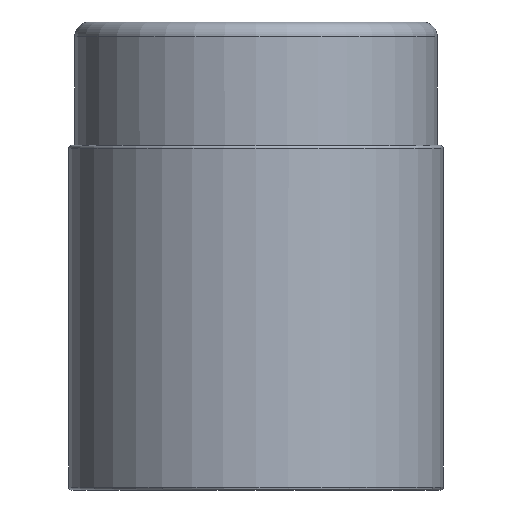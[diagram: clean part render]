
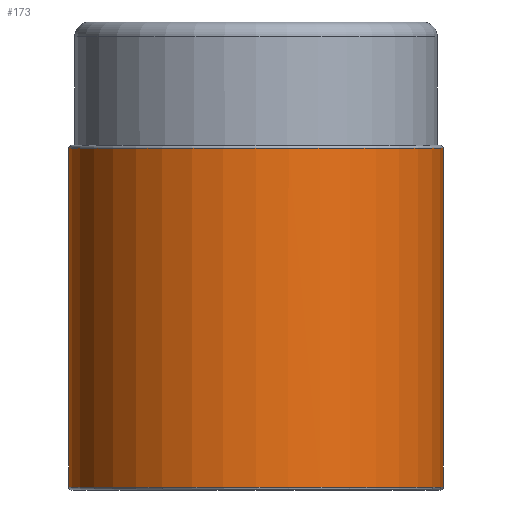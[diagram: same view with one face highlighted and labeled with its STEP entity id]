
A CAD part, front view. The second image highlights one B-rep face of the part: STEP entity #173.
In plain terms, the highlighted cylindrical face has radius 25.4 mm (diameter 50.8 mm), a partial arc.
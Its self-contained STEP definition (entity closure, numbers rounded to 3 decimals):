
#131=CYLINDRICAL_SURFACE('',#2701,25.4);
#173=ADVANCED_FACE('',(#378),#131,.T.);
#378=FACE_OUTER_BOUND('',#516,.T.);
#516=EDGE_LOOP('',(#727,#728,#729,#730,#731));
#727=ORIENTED_EDGE('',*,*,#1645,.F.);
#728=ORIENTED_EDGE('',*,*,#1644,.F.);
#729=ORIENTED_EDGE('',*,*,#1638,.F.);
#730=ORIENTED_EDGE('',*,*,#1637,.F.);
#731=ORIENTED_EDGE('',*,*,#1643,.T.);
#1398=VERTEX_POINT('',#4296);
#1399=VERTEX_POINT('',#4298);
#1400=VERTEX_POINT('',#4300);
#1402=VERTEX_POINT('',#4308);
#1403=VERTEX_POINT('',#4309);
#1637=EDGE_CURVE('',#1398,#1399,#2026,.T.);
#1638=EDGE_CURVE('',#1399,#1400,#2027,.T.);
#1643=EDGE_CURVE('',#1398,#1402,#2387,.T.);
#1644=EDGE_CURVE('',#1400,#1403,#2388,.T.);
#1645=EDGE_CURVE('',#1403,#1402,#2032,.T.);
#2026=CIRCLE('',#2691,25.4);
#2027=CIRCLE('',#2692,25.4);
#2032=CIRCLE('',#2700,25.4);
#2387=LINE('',#4310,#2459);
#2388=LINE('',#4311,#2460);
#2459=VECTOR('',#3248,1.);
#2460=VECTOR('',#3249,1.);
#2691=AXIS2_PLACEMENT_3D('',#4297,#3232,#3233);
#2692=AXIS2_PLACEMENT_3D('',#4299,#3234,#3235);
#2700=AXIS2_PLACEMENT_3D('',#4313,#3252,#3253);
#2701=AXIS2_PLACEMENT_3D('',#4314,#3254,#3255);
#3232=DIRECTION('',(0.,0.,-1.));
#3233=DIRECTION('',(1.,0.,0.));
#3234=DIRECTION('',(0.,0.,-1.));
#3235=DIRECTION('',(1.,-0.001,0.));
#3248=DIRECTION('',(0.,0.,1.));
#3249=DIRECTION('',(0.,0.,1.));
#3252=DIRECTION('',(0.,0.,1.));
#3253=DIRECTION('',(-1.,0.,0.));
#3254=DIRECTION('',(0.,0.,-1.));
#3255=DIRECTION('',(1.,0.,0.));
#4296=CARTESIAN_POINT('',(25.4,0.,-63.1));
#4297=CARTESIAN_POINT('',(0.,0.,-63.1));
#4298=CARTESIAN_POINT('',(25.4,-0.015,-63.1));
#4299=CARTESIAN_POINT('',(0.,0.,-63.1));
#4300=CARTESIAN_POINT('',(-25.4,0.,-63.1));
#4308=CARTESIAN_POINT('',(25.4,0.,-17.124));
#4309=CARTESIAN_POINT('',(-25.4,0.,-17.124));
#4310=CARTESIAN_POINT('',(25.4,0.,-17.124));
#4311=CARTESIAN_POINT('',(-25.4,0.,-17.124));
#4313=CARTESIAN_POINT('',(0.,0.,-17.124));
#4314=CARTESIAN_POINT('',(0.,0.,-13.291));
